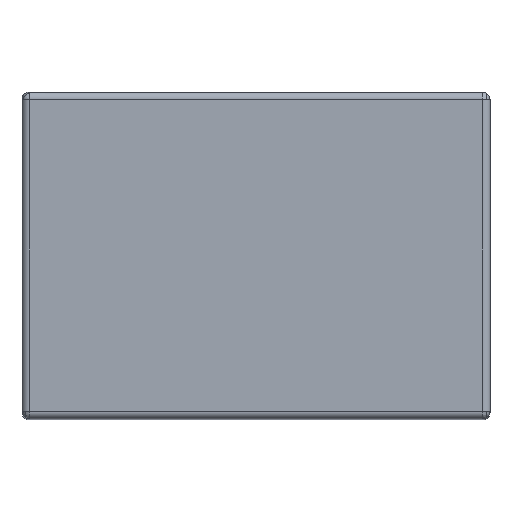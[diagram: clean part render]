
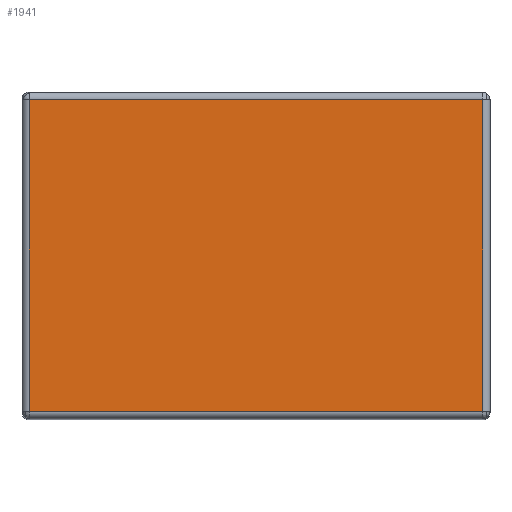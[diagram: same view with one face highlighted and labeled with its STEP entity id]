
A CAD part, top view. The second image highlights one B-rep face of the part: STEP entity #1941.
In plain terms, the highlighted planar face has unit normal (0, 0, 1).
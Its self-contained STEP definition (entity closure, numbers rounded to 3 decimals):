
#13 = EDGE_CURVE ( 'NONE', #2271, #2545, #1902, .T. ) ;
#76 = ORIENTED_EDGE ( 'NONE', *, *, #402, .T. ) ;
#91 = DIRECTION ( 'NONE',  ( 0., 1., 0. ) ) ;
#208 = FACE_OUTER_BOUND ( 'NONE', #2818, .T. ) ;
#280 = CARTESIAN_POINT ( 'NONE',  ( 15.25, 0., 36.5 ) ) ;
#309 = ORIENTED_EDGE ( 'NONE', *, *, #13, .F. ) ;
#335 = DIRECTION ( 'NONE',  ( 0., -1., 0. ) ) ;
#402 = EDGE_CURVE ( 'NONE', #2422, #403, #1920, .T. ) ;
#403 = VERTEX_POINT ( 'NONE', #1707 ) ;
#443 = DIRECTION ( 'NONE',  ( 0., 0., 1. ) ) ;
#473 = DIRECTION ( 'NONE',  ( 1., 0., 0. ) ) ;
#690 = CARTESIAN_POINT ( 'NONE',  ( -15.25, -10.5, 36.5 ) ) ;
#807 = DIRECTION ( 'NONE',  ( -1., 0., 0. ) ) ;
#819 = ORIENTED_EDGE ( 'NONE', *, *, #2464, .T. ) ;
#936 = LINE ( 'NONE', #280, #1127 ) ;
#1062 = EDGE_CURVE ( 'NONE', #2271, #2422, #936, .T. ) ;
#1103 = CARTESIAN_POINT ( 'NONE',  ( 0., 0., 36.5 ) ) ;
#1127 = VECTOR ( 'NONE', #91, 1000. ) ;
#1316 = PLANE ( 'NONE',  #2503 ) ;
#1406 = CARTESIAN_POINT ( 'NONE',  ( 15.25, 10.5, 36.5 ) ) ;
#1450 = LINE ( 'NONE', #1686, #1583 ) ;
#1468 = DIRECTION ( 'NONE',  ( -1., 0., 0. ) ) ;
#1583 = VECTOR ( 'NONE', #335, 1000. ) ;
#1686 = CARTESIAN_POINT ( 'NONE',  ( -15.25, 0., 36.5 ) ) ;
#1707 = CARTESIAN_POINT ( 'NONE',  ( -15.25, 10.5, 36.5 ) ) ;
#1894 = CARTESIAN_POINT ( 'NONE',  ( 0., 10.5, 36.5 ) ) ;
#1902 = LINE ( 'NONE', #2790, #2139 ) ;
#1920 = LINE ( 'NONE', #1894, #2270 ) ;
#1941 = ADVANCED_FACE ( 'NONE', ( #208 ), #1316, .T. ) ;
#2072 = ORIENTED_EDGE ( 'NONE', *, *, #1062, .T. ) ;
#2084 = CARTESIAN_POINT ( 'NONE',  ( 15.25, -10.5, 36.5 ) ) ;
#2139 = VECTOR ( 'NONE', #1468, 1000. ) ;
#2270 = VECTOR ( 'NONE', #807, 1000. ) ;
#2271 = VERTEX_POINT ( 'NONE', #2084 ) ;
#2422 = VERTEX_POINT ( 'NONE', #1406 ) ;
#2464 = EDGE_CURVE ( 'NONE', #403, #2545, #1450, .T. ) ;
#2503 = AXIS2_PLACEMENT_3D ( 'NONE', #1103, #443, #473 ) ;
#2545 = VERTEX_POINT ( 'NONE', #690 ) ;
#2790 = CARTESIAN_POINT ( 'NONE',  ( -7.875, -10.5, 36.5 ) ) ;
#2818 = EDGE_LOOP ( 'NONE', ( #819, #309, #2072, #76 ) ) ;
